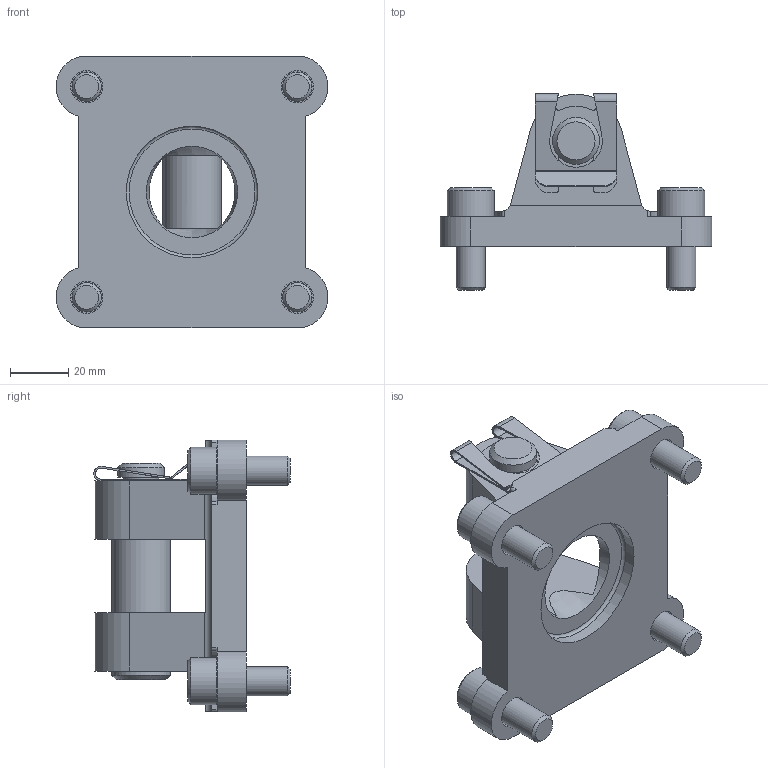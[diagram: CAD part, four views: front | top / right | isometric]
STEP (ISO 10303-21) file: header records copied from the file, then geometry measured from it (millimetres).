
FILE_DESCRIPTION(/* description */ ('STEP AP214'),/* implementation_level */ '2;1');
FILE_NAME(/* name */ '174387_SNC-80',/* time_stamp */ '2024-09-11T07:44:00+02:00',/* author */ ('License CC BY-ND 4.0'),/* organization */ ('CADENAS'),/* preprocessor_version */ 'ST-DEVELOPER v19.3',/* originating_system */ 'PARTsolutions',/* authorisation */ ' ');
FILE_SCHEMA (('AUTOMOTIVE_DESIGN {1 0 10303 214 3 1 1}'));
Length unit declared in the file: millimetre
Products named in the file (5): 174387 SNC-80; 174387 SNC-80---(F); 373501 BO- 20-063,0-DA; 209822 16 SXN 08 VERZINKT:SL; DIN-912 - M10x25(F)
Assembly tree (7 placements, depth 2):
  174387 SNC-80
    174387 SNC-80---(F)
    373501 BO- 20-063,0-DA
    209822 16 SXN 08 VERZINKT:SL
    DIN-912 - M10x25(F)  x4
Bounding box: 92.98 x 67.2 x 93 mm (x, y, z)
Volume: 153574.3 mm3; surface area: 44070.1 mm2
Topology: 7 solids, 7 shells, 222 faces, 520 edges, 317 vertices
Faces by surface type: plane 115, cylinder 59, cone 47, torus 1
Full cylindrical faces by diameter (mm): 4 x1, 10 x4, 11 x4, 12 x1, 16 x5, 20 x3, 45 x1
Entity records: 4348 total; most frequent: CARTESIAN_POINT 805, DIRECTION 744, ORIENTED_EDGE 666, EDGE_CURVE 333, AXIS2_PLACEMENT_3D 280, VERTEX_POINT 228, LINE 184, VECTOR 184
